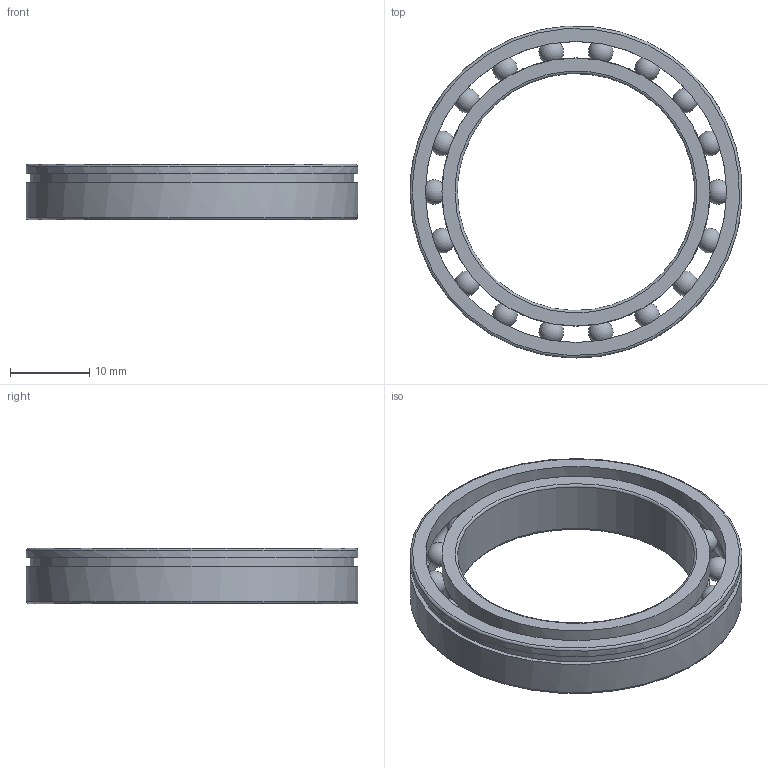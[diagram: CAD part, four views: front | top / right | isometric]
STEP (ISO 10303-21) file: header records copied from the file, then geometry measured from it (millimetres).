
FILE_DESCRIPTION( ('This file contains a STEP AP42 implementation' ,'as created by ZW3D STEP Interface translator.' ,'') ,'2;1' );
FILE_NAME( '42﹜30﹜7粣創.iam.stp' ,'251027.114720', (''), ('ZWCAD Software Co.'), 'Version 1.0', 'ZW3D to STEP translator', '' );
FILE_SCHEMA(('AUTOMOTIVE_DESIGN { 1 0 10303 214 1 1 1 1 }'));
Length unit declared in the file: millimetre
Products named in the file (4): 0; 42﹜30﹜7粣創.iam; 42﹜32﹜7粣創; 幗雄粣創 61806 N GB_T 276-94.ipt
Assembly tree (2 placements, depth 3):
  0
  42﹜30﹜7粣創.iam
    42﹜32﹜7粣創
      幗雄粣創 61806 N GB_T 276-94.ipt
Bounding box: 42 x 42 x 7 mm (x, y, z)
Volume: 3105.2 mm3; surface area: 4747.3 mm2
Topology: 20 solids, 20 shells, 72 faces, 198 edges, 132 vertices
Faces by surface type: torus 40, sphere 18, cylinder 8, plane 6
Full cylindrical faces by diameter (mm): 30 x1, 33.912 x2, 38.088 x2, 40.92 x1, 42 x2
Entity records: 2308 total; most frequent: DIRECTION 474, CARTESIAN_POINT 373, ORIENTED_EDGE 324, AXIS2_PLACEMENT_3D 233, EDGE_CURVE 162, CIRCLE 154, VERTEX_POINT 132, EDGE_LOOP 78
